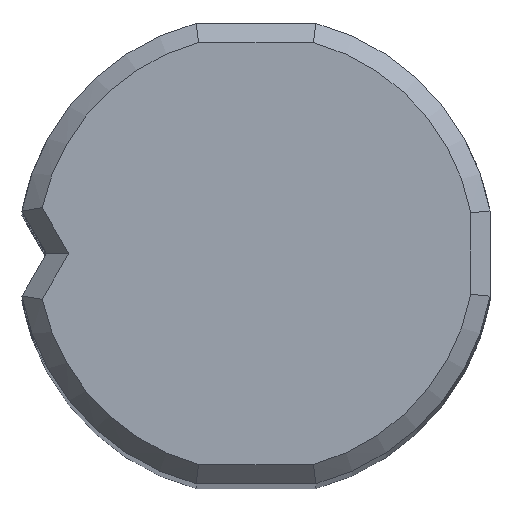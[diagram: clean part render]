
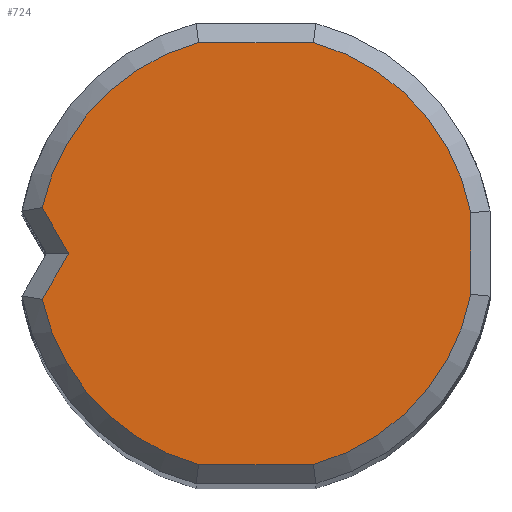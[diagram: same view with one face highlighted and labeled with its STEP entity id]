
A CAD part, top view. The second image highlights one B-rep face of the part: STEP entity #724.
In plain terms, the highlighted planar face has unit normal (0, 0, 1).
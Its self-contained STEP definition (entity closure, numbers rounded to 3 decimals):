
#45=PLANE('',#798);
#82=LINE('',#1331,#128);
#83=LINE('',#1349,#129);
#85=LINE('',#1364,#131);
#86=LINE('',#1378,#132);
#89=LINE('',#1384,#135);
#128=VECTOR('',#939,2.993);
#129=VECTOR('',#946,2.126);
#131=VECTOR('',#954,2.993);
#132=VECTOR('',#961,1.381);
#135=VECTOR('',#966,1.381);
#192=FACE_OUTER_BOUND('',#235,.T.);
#235=EDGE_LOOP('',(#650,#651,#652,#653,#654,#655,#656,#657,#658));
#257=CIRCLE('',#781,5.7);
#258=CIRCLE('',#784,5.7);
#259=CIRCLE('',#787,5.7);
#261=CIRCLE('',#792,5.7);
#342=VERTEX_POINT('',#1329);
#343=VERTEX_POINT('',#1330);
#344=VERTEX_POINT('',#1341);
#345=VERTEX_POINT('',#1348);
#346=VERTEX_POINT('',#1356);
#347=VERTEX_POINT('',#1363);
#348=VERTEX_POINT('',#1370);
#349=VERTEX_POINT('',#1377);
#351=VERTEX_POINT('',#1383);
#433=EDGE_CURVE('',#342,#343,#82,.T.);
#436=EDGE_CURVE('',#343,#344,#257,.T.);
#438=EDGE_CURVE('',#344,#345,#83,.T.);
#441=EDGE_CURVE('',#345,#346,#258,.T.);
#443=EDGE_CURVE('',#346,#347,#85,.T.);
#445=EDGE_CURVE('',#347,#348,#259,.T.);
#447=EDGE_CURVE('',#348,#349,#86,.T.);
#450=EDGE_CURVE('',#349,#351,#89,.T.);
#454=EDGE_CURVE('',#351,#342,#261,.T.);
#650=ORIENTED_EDGE('',*,*,#433,.F.);
#651=ORIENTED_EDGE('',*,*,#454,.F.);
#652=ORIENTED_EDGE('',*,*,#450,.F.);
#653=ORIENTED_EDGE('',*,*,#447,.F.);
#654=ORIENTED_EDGE('',*,*,#445,.F.);
#655=ORIENTED_EDGE('',*,*,#443,.F.);
#656=ORIENTED_EDGE('',*,*,#441,.F.);
#657=ORIENTED_EDGE('',*,*,#438,.F.);
#658=ORIENTED_EDGE('',*,*,#436,.F.);
#724=ADVANCED_FACE('',(#192),#45,.T.);
#781=AXIS2_PLACEMENT_3D('',#1342,#942,#943);
#784=AXIS2_PLACEMENT_3D('',#1357,#950,#951);
#787=AXIS2_PLACEMENT_3D('',#1371,#957,#958);
#792=AXIS2_PLACEMENT_3D('',#1393,#972,#973);
#798=AXIS2_PLACEMENT_3D('',#1420,#987,#988);
#939=DIRECTION('',(1.,0.,0.));
#942=DIRECTION('center_axis',(0.,0.,-1.));
#943=DIRECTION('ref_axis',(0.984,0.179,0.));
#946=DIRECTION('',(0.,-1.,0.));
#950=DIRECTION('center_axis',(0.,0.,-1.));
#951=DIRECTION('ref_axis',(0.252,-0.968,0.));
#954=DIRECTION('',(-1.,0.,0.));
#957=DIRECTION('center_axis',(0.,0.,-1.));
#958=DIRECTION('ref_axis',(-0.984,-0.179,0.));
#961=DIRECTION('',(0.5,0.866,0.));
#966=DIRECTION('',(-0.5,0.866,0.));
#972=DIRECTION('center_axis',(0.,0.,-1.));
#973=DIRECTION('ref_axis',(-0.252,0.968,0.));
#987=DIRECTION('center_axis',(0.,0.,1.));
#988=DIRECTION('ref_axis',(1.,0.,0.));
#1329=CARTESIAN_POINT('',(-1.497,5.5,37.));
#1330=CARTESIAN_POINT('',(1.497,5.5,37.));
#1331=CARTESIAN_POINT('',(-0.797,5.5,37.));
#1341=CARTESIAN_POINT('',(5.6,1.063,37.));
#1342=CARTESIAN_POINT('Origin',(0.,0.,37.));
#1348=CARTESIAN_POINT('',(5.6,-1.063,37.));
#1349=CARTESIAN_POINT('',(5.6,0.555,37.));
#1356=CARTESIAN_POINT('',(1.497,-5.5,37.));
#1357=CARTESIAN_POINT('Origin',(0.,0.,37.));
#1363=CARTESIAN_POINT('',(-1.497,-5.5,37.));
#1364=CARTESIAN_POINT('',(0.765,-5.5,37.));
#1370=CARTESIAN_POINT('',(-5.573,-1.196,37.));
#1371=CARTESIAN_POINT('Origin',(0.,0.,37.));
#1377=CARTESIAN_POINT('',(-4.883,0.,37.));
#1378=CARTESIAN_POINT('',(-4.669,0.371,37.));
#1383=CARTESIAN_POINT('',(-5.573,1.196,37.));
#1384=CARTESIAN_POINT('',(-4.349,-0.925,37.));
#1393=CARTESIAN_POINT('Origin',(0.,0.,37.));
#1420=CARTESIAN_POINT('Origin',(-0.032,0.,
37.));
